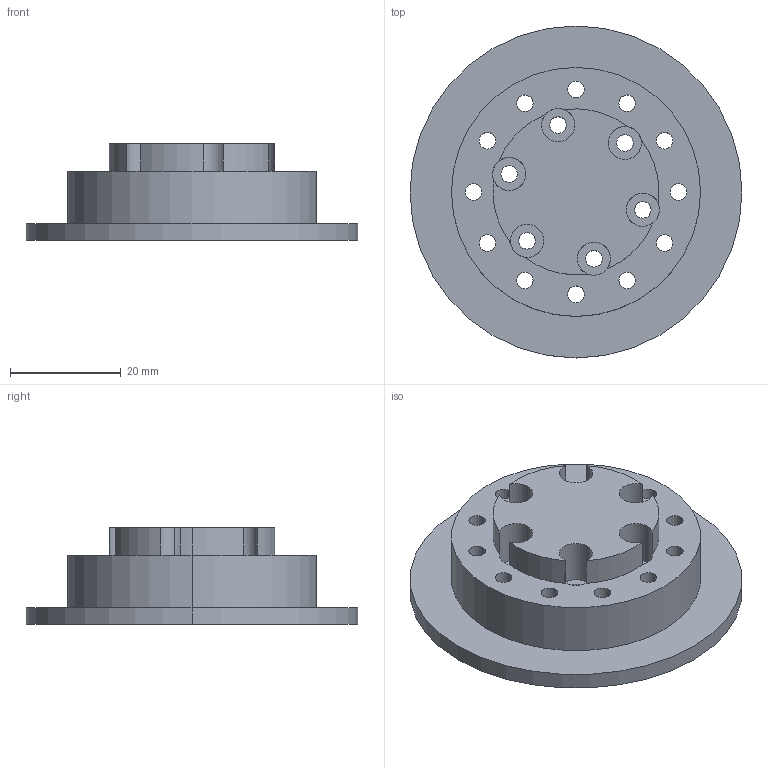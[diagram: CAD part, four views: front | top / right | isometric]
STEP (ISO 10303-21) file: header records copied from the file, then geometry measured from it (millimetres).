
FILE_DESCRIPTION (( 'STEP AP214' ), '1' );
FILE_NAME ('ｱ｡ｹﾘｽﾚﾊ莎盥', '2024-10-09T10:40:45', ( '' ), ( '' ), 'SwSTEP 2.0', 'SolidWorks 2024', '' );
FILE_SCHEMA (( 'AUTOMOTIVE_DESIGN' ));
Length unit declared in the file: millimetre
Products named in the file (1): 薄关节输出轴防脱
Bounding box: 60 x 60 x 17.5 mm (x, y, z)
Volume: 23352.3 mm3; surface area: 11906.4 mm2
Topology: 2 solids, 2 shells, 174 faces, 453 edges, 302 vertices
Faces by surface type: plane 101, cylinder 73
Entity records: 5483 total; most frequent: DIRECTION 961, CARTESIAN_POINT 930, ORIENTED_EDGE 906, EDGE_CURVE 453, AXIS2_PLACEMENT_3D 333, VERTEX_POINT 302, LINE 295, VECTOR 295
